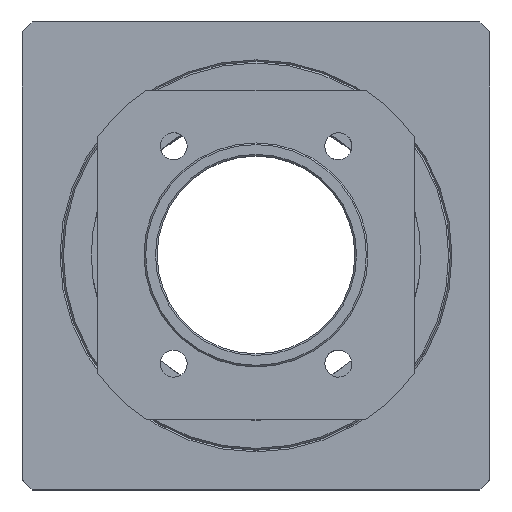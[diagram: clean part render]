
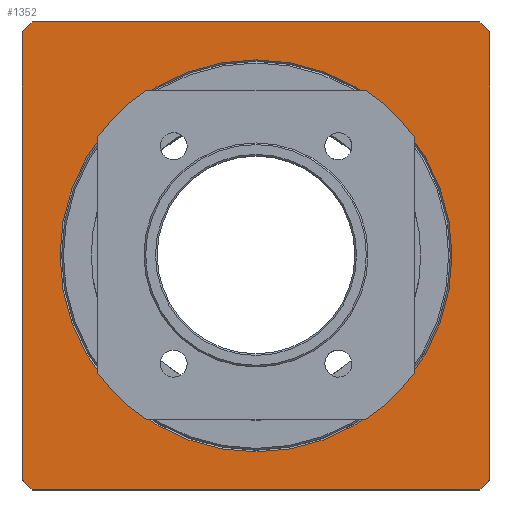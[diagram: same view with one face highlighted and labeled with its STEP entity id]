
A CAD part, top view. The second image highlights one B-rep face of the part: STEP entity #1352.
In plain terms, the highlighted planar face has unit normal (0, 0, 1).
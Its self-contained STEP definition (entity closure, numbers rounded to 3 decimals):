
#90=LINE($,#2472,#176);
#91=LINE($,#2474,#177);
#92=LINE($,#2476,#178);
#93=LINE($,#2478,#179);
#94=LINE($,#2480,#180);
#95=LINE($,#2482,#181);
#96=LINE($,#2484,#182);
#97=LINE($,#2485,#183);
#176=VECTOR($,#1796,4.243);
#177=VECTOR($,#1797,136.);
#178=VECTOR($,#1798,4.243);
#179=VECTOR($,#1799,136.);
#180=VECTOR($,#1800,4.243);
#181=VECTOR($,#1801,136.);
#182=VECTOR($,#1802,4.243);
#183=VECTOR($,#1803,136.);
#222=PLANE($,#1488);
#294=FACE_BOUND($,#460,.T.);
#352=FACE_OUTER_BOUND($,#459,.T.);
#459=EDGE_LOOP($,(#1119,#1120,#1121,#1122,#1123,#1124,#1125,#1126));
#460=EDGE_LOOP($,(#1127));
#547=CIRCLE($,#1487,59.5);
#655=VERTEX_POINT($,#2467);
#656=VERTEX_POINT($,#2470);
#657=VERTEX_POINT($,#2471);
#658=VERTEX_POINT($,#2473);
#659=VERTEX_POINT($,#2475);
#660=VERTEX_POINT($,#2477);
#661=VERTEX_POINT($,#2479);
#662=VERTEX_POINT($,#2481);
#663=VERTEX_POINT($,#2483);
#817=EDGE_CURVE($,#655,#655,#547,.T.);
#818=EDGE_CURVE($,#656,#657,#90,.T.);
#819=EDGE_CURVE($,#658,#656,#91,.T.);
#820=EDGE_CURVE($,#659,#658,#92,.T.);
#821=EDGE_CURVE($,#660,#659,#93,.T.);
#822=EDGE_CURVE($,#661,#660,#94,.T.);
#823=EDGE_CURVE($,#662,#661,#95,.T.);
#824=EDGE_CURVE($,#663,#662,#96,.T.);
#825=EDGE_CURVE($,#657,#663,#97,.T.);
#1119=ORIENTED_EDGE($,*,*,#818,.F.);
#1120=ORIENTED_EDGE($,*,*,#819,.F.);
#1121=ORIENTED_EDGE($,*,*,#820,.F.);
#1122=ORIENTED_EDGE($,*,*,#821,.F.);
#1123=ORIENTED_EDGE($,*,*,#822,.F.);
#1124=ORIENTED_EDGE($,*,*,#823,.F.);
#1125=ORIENTED_EDGE($,*,*,#824,.F.);
#1126=ORIENTED_EDGE($,*,*,#825,.F.);
#1127=ORIENTED_EDGE($,*,*,#817,.F.);
#1352=ADVANCED_FACE($,(#352,#294),#222,.T.);
#1487=AXIS2_PLACEMENT_3D($,#2468,#1792,#1793);
#1488=AXIS2_PLACEMENT_3D($,#2469,#1794,#1795);
#1792=DIRECTION('center_axis',(0.,0.,1.));
#1793=DIRECTION('ref_axis',(-1.,0.,0.));
#1794=DIRECTION('center_axis',(0.,0.,1.));
#1795=DIRECTION('ref_axis',(1.,0.,0.));
#1796=DIRECTION($,(-0.707,0.707,0.));
#1797=DIRECTION($,(-1.,0.,0.));
#1798=DIRECTION($,(-0.707,-0.707,0.));
#1799=DIRECTION($,(0.,-1.,0.));
#1800=DIRECTION($,(0.707,-0.707,0.));
#1801=DIRECTION($,(1.,0.,0.));
#1802=DIRECTION($,(0.707,0.707,0.));
#1803=DIRECTION($,(0.,1.,0.));
#2467=CARTESIAN_POINT('',(59.5,0.,45.));
#2468=CARTESIAN_POINT('Origin',(0.,0.,45.));
#2469=CARTESIAN_POINT('Origin',(0.,0.,
45.));
#2470=CARTESIAN_POINT('',(-68.,-71.,45.));
#2471=CARTESIAN_POINT('',(-71.,-68.,45.));
#2472=CARTESIAN_POINT($,(-69.5,-69.5,45.));
#2473=CARTESIAN_POINT('',(68.,-71.,45.));
#2474=CARTESIAN_POINT($,(-71.,-71.,45.));
#2475=CARTESIAN_POINT('',(71.,-68.,45.));
#2476=CARTESIAN_POINT($,(69.5,-69.5,45.));
#2477=CARTESIAN_POINT('',(71.,68.,45.));
#2478=CARTESIAN_POINT($,(71.,-71.,45.));
#2479=CARTESIAN_POINT('',(68.,71.,45.));
#2480=CARTESIAN_POINT($,(69.5,69.5,45.));
#2481=CARTESIAN_POINT('',(-68.,71.,45.));
#2482=CARTESIAN_POINT($,(71.,71.,45.));
#2483=CARTESIAN_POINT('',(-71.,68.,45.));
#2484=CARTESIAN_POINT($,(-69.5,69.5,45.));
#2485=CARTESIAN_POINT($,(-71.,71.,45.));
